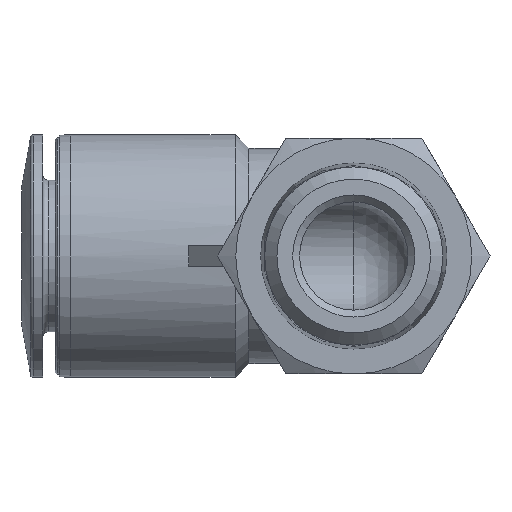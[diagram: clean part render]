
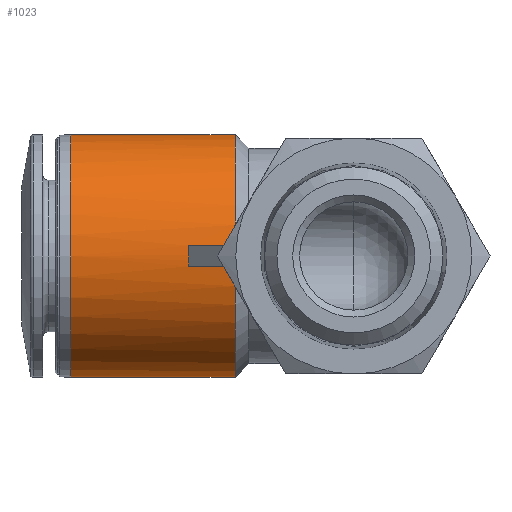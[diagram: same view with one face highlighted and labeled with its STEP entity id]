
A CAD part, front view. The second image highlights one B-rep face of the part: STEP entity #1023.
In plain terms, the highlighted cylindrical face has radius 8.75 mm (diameter 17.5 mm), a full revolution.
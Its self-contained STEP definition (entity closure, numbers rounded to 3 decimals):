
#62=ELLIPSE('',#1091,12.374,8.75);
#67=LINE('',#1449,#81);
#68=LINE('',#1453,#82);
#81=VECTOR('',#1210,1000.);
#82=VECTOR('',#1213,1000.);
#100=CIRCLE('',#1090,8.75);
#101=CIRCLE('',#1092,8.75);
#156=ORIENTED_EDGE('',*,*,#333,.F.);
#157=ORIENTED_EDGE('',*,*,#334,.T.);
#158=ORIENTED_EDGE('',*,*,#335,.F.);
#159=ORIENTED_EDGE('',*,*,#336,.F.);
#160=ORIENTED_EDGE('',*,*,#337,.T.);
#333=EDGE_CURVE('',#420,#421,#100,.T.);
#334=EDGE_CURVE('',#420,#422,#67,.F.);
#335=EDGE_CURVE('',#423,#422,#62,.T.);
#336=EDGE_CURVE('',#421,#423,#68,.F.);
#337=EDGE_CURVE('',#424,#424,#101,.T.);
#420=VERTEX_POINT('',#1447);
#421=VERTEX_POINT('',#1448);
#422=VERTEX_POINT('',#1450);
#423=VERTEX_POINT('',#1452);
#424=VERTEX_POINT('',#1455);
#505=EDGE_LOOP('',(#156,#157,#158,#159));
#506=EDGE_LOOP('',(#160));
#580=FACE_BOUND('',#505,.T.);
#581=FACE_BOUND('',#506,.T.);
#651=CYLINDRICAL_SURFACE('',#1089,8.75);
#1023=ADVANCED_FACE('',(#580,#581),#651,.T.);
#1089=AXIS2_PLACEMENT_3D('',#1445,#1206,#1207);
#1090=AXIS2_PLACEMENT_3D('',#1446,#1208,#1209);
#1091=AXIS2_PLACEMENT_3D('',#1451,#1211,#1212);
#1092=AXIS2_PLACEMENT_3D('',#1454,#1214,#1215);
#1206=DIRECTION('',(1.,0.,0.));
#1207=DIRECTION('',(0.,0.,-1.));
#1208=DIRECTION('',(1.,0.,0.));
#1209=DIRECTION('',(0.,0.,-1.));
#1210=DIRECTION('',(1.,0.,0.));
#1211=DIRECTION('',(0.707,0.707,0.));
#1212=DIRECTION('',(0.707,-0.707,0.));
#1213=DIRECTION('',(1.,0.,0.));
#1214=DIRECTION('',(1.,0.,0.));
#1215=DIRECTION('',(0.,0.,-1.));
#1445=CARTESIAN_POINT('',(0.,21.5,0.));
#1446=CARTESIAN_POINT('',(-8.55,21.5,0.));
#1447=CARTESIAN_POINT('',(-8.55,12.782,-0.75));
#1448=CARTESIAN_POINT('',(-8.55,12.782,0.75));
#1449=CARTESIAN_POINT('',(0.,12.782,-0.75));
#1450=CARTESIAN_POINT('',(-11.906,12.782,-0.75));
#1451=CARTESIAN_POINT('',(-20.624,21.5,0.));
#1452=CARTESIAN_POINT('',(-11.906,12.782,0.75));
#1453=CARTESIAN_POINT('',(0.,12.782,0.75));
#1454=CARTESIAN_POINT('',(-20.4,21.5,0.));
#1455=CARTESIAN_POINT('',(-20.4,21.5,-8.75));
